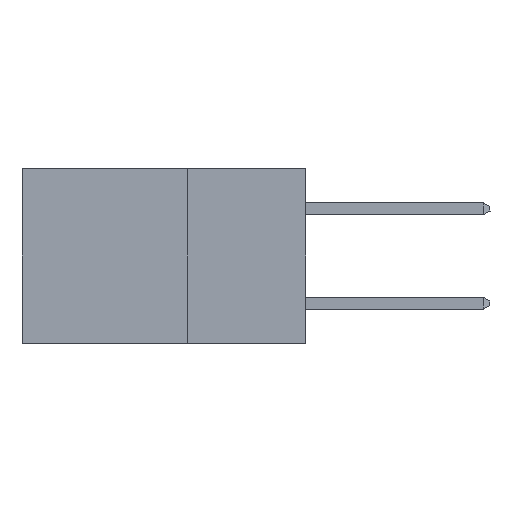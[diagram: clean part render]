
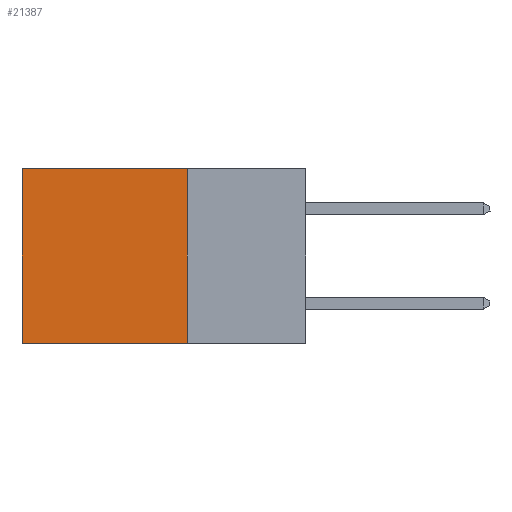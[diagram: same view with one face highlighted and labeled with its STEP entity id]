
A CAD part, left-side view. The second image highlights one B-rep face of the part: STEP entity #21387.
In plain terms, the highlighted planar face has unit normal (-1, 0, 0).
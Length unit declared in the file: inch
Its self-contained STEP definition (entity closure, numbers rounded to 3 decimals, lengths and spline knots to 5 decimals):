
#677 = EDGE_CURVE ( 'NONE', #10031, #15828, #22068, .T. ) ;
#1056 = VECTOR ( 'NONE', #20612, 39.37008 ) ;
#1090 = CARTESIAN_POINT ( 'NONE',  ( 0.298, 0.6, -0.37 ) ) ;
#2616 = CARTESIAN_POINT ( 'NONE',  ( 0.298, 0.25, 0. ) ) ;
#2798 = CARTESIAN_POINT ( 'NONE',  ( 0.298, 0.25, 0. ) ) ;
#3159 = CARTESIAN_POINT ( 'NONE',  ( 0.298, 0.25, 0. ) ) ;
#4421 = VERTEX_POINT ( 'NONE', #19167 ) ;
#4430 = DIRECTION ( 'NONE',  ( 0., 1., 0. ) ) ;
#4535 = VERTEX_POINT ( 'NONE', #2798 ) ;
#5089 = DIRECTION ( 'NONE',  ( 0., 0., -1. ) ) ;
#5116 = CARTESIAN_POINT ( 'NONE',  ( 0.298, 0.25, 0. ) ) ;
#6868 = LINE ( 'NONE', #2616, #1056 ) ;
#8677 = EDGE_CURVE ( 'NONE', #4535, #4421, #6868, .T. ) ;
#9712 = AXIS2_PLACEMENT_3D ( 'NONE', #5116, #10551, #22816 ) ;
#10031 = VERTEX_POINT ( 'NONE', #13033 ) ;
#10530 = ORIENTED_EDGE ( 'NONE', *, *, #22267, .F. ) ;
#10551 = DIRECTION ( 'NONE',  ( 1., 0., 0. ) ) ;
#12081 = DIRECTION ( 'NONE',  ( 0., 0., -1. ) ) ;
#13033 = CARTESIAN_POINT ( 'NONE',  ( 0.298, 0.25, -0.37 ) ) ;
#13529 = CARTESIAN_POINT ( 'NONE',  ( 0.298, 0.25, -0.37 ) ) ;
#15563 = LINE ( 'NONE', #15735, #21603 ) ;
#15735 = CARTESIAN_POINT ( 'NONE',  ( 0.298, 0.6, 0. ) ) ;
#15828 = VERTEX_POINT ( 'NONE', #1090 ) ;
#16345 = LINE ( 'NONE', #3159, #17182 ) ;
#16921 = EDGE_LOOP ( 'NONE', ( #21041, #18752, #10530, #21873 ) ) ;
#17182 = VECTOR ( 'NONE', #12081, 39.37008 ) ;
#17678 = VECTOR ( 'NONE', #4430, 39.37008 ) ;
#18752 = ORIENTED_EDGE ( 'NONE', *, *, #677, .F. ) ;
#18850 = FACE_OUTER_BOUND ( 'NONE', #16921, .T. ) ;
#19167 = CARTESIAN_POINT ( 'NONE',  ( 0.298, 0.6, 0. ) ) ;
#20612 = DIRECTION ( 'NONE',  ( 0., 1., 0. ) ) ;
#21041 = ORIENTED_EDGE ( 'NONE', *, *, #21253, .T. ) ;
#21253 = EDGE_CURVE ( 'NONE', #4421, #15828, #15563, .T. ) ;
#21387 = ADVANCED_FACE ( 'NONE', ( #18850 ), #22900, .F. ) ;
#21603 = VECTOR ( 'NONE', #5089, 39.37008 ) ;
#21873 = ORIENTED_EDGE ( 'NONE', *, *, #8677, .T. ) ;
#22068 = LINE ( 'NONE', #13529, #17678 ) ;
#22267 = EDGE_CURVE ( 'NONE', #4535, #10031, #16345, .T. ) ;
#22816 = DIRECTION ( 'NONE',  ( 0., 0., -1. ) ) ;
#22900 = PLANE ( 'NONE',  #9712 ) ;
